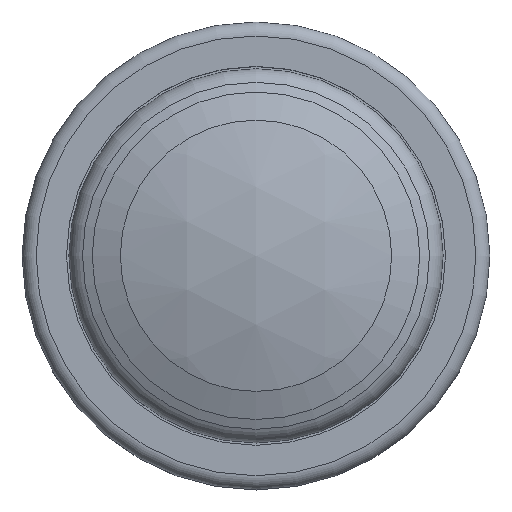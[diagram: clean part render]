
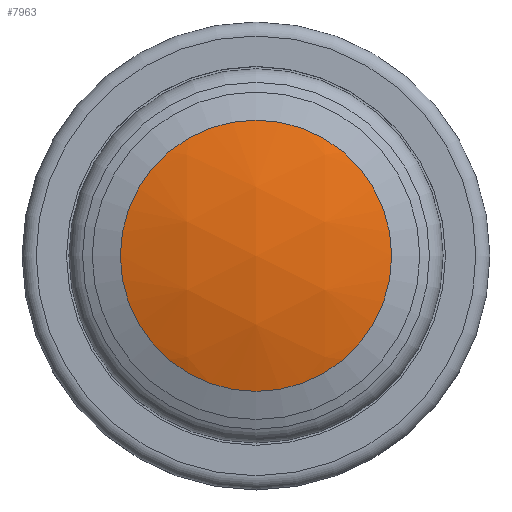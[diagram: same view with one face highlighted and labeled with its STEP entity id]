
A CAD part, top view. The second image highlights one B-rep face of the part: STEP entity #7963.
In plain terms, the highlighted spherical face has radius 8.896 mm.
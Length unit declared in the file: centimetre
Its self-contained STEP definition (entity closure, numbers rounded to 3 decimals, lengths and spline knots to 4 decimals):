
#61=SPHERICAL_SURFACE('',#8455,0.8896);
#222=FACE_OUTER_BOUND('',#648,.T.);
#648=EDGE_LOOP('',(#5679));
#1036=CIRCLE('',#8435,0.29);
#3400=VERTEX_POINT('',#11634);
#4247=EDGE_CURVE('',#3400,#3400,#1036,.T.);
#5679=ORIENTED_EDGE('',*,*,#4247,.T.);
#7963=ADVANCED_FACE('',(#222),#61,.T.);
#8435=AXIS2_PLACEMENT_3D('',#11636,#9382,#9383);
#8455=AXIS2_PLACEMENT_3D('',#11671,#9431,#9432);
#9382=DIRECTION('center_axis',(0.,0.,
1.));
#9383=DIRECTION('ref_axis',(0.,-1.,0.));
#9431=DIRECTION('center_axis',(-1.,0.,0.));
#9432=DIRECTION('ref_axis',(0.,-1.,0.));
#11634=CARTESIAN_POINT('',(0.,0.29,0.9014));
#11636=CARTESIAN_POINT('Origin',(0.,0.,
0.9014));
#11671=CARTESIAN_POINT('Origin',(0.,0.,
0.0604));
